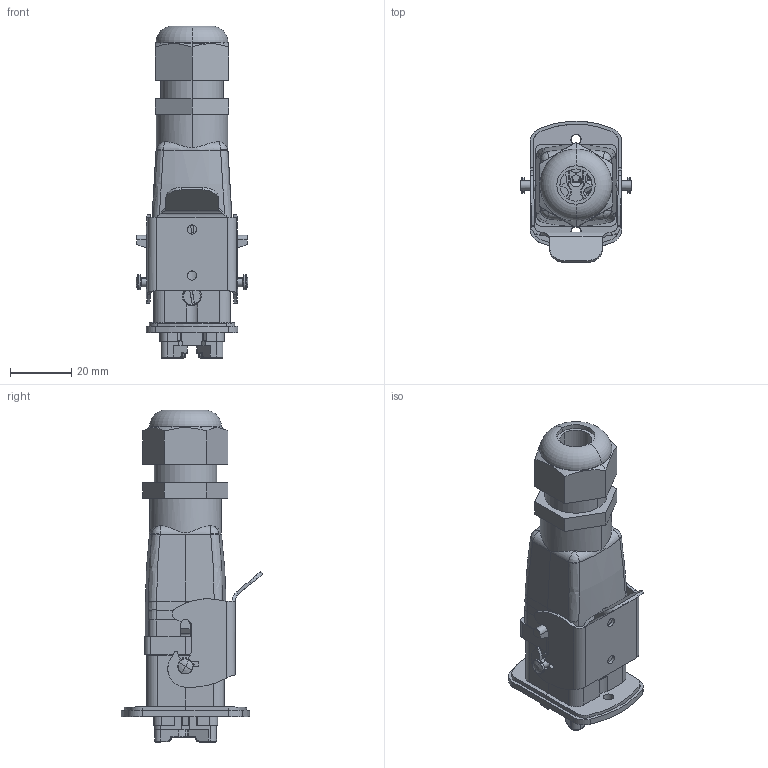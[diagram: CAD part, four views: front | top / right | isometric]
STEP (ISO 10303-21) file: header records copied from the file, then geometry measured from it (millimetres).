
FILE_DESCRIPTION(('CATIA V5 STEP Exchange','CAx-IF Rec.Pracs.--- Model Styling and Organization---1.4--- 2014-01-23'),'2;1');
FILE_NAME ('022146-2_2', '2019-10-29T13:59:35+00:00', ('none'), ('Weidmueller'), 'CATIA Version 5-6 Release 2016 SP3 HF44', 'CATIA V5 STEP AP214', 'none');
FILE_SCHEMA(('AUTOMOTIVE_DESIGN { 1 0 10303 214 1 1 1 1 }'));
Length unit declared in the file: millimetre
Products named in the file (1): 1802440000
Bounding box: 36.5 x 46.17 x 108.3 mm (x, y, z)
Volume: 42768 mm3; surface area: 46259.3 mm2
Topology: 11 solids, 30 shells, 3993 faces, 10546 edges, 6468 vertices
Faces by surface type: plane 2269, cylinder 1041, torus 391, cone 208, sphere 40, bspline 36, extrusion 6, revolution 2
Entity records: 118613 total; most frequent: CARTESIAN_POINT 26486, ORIENTED_EDGE 20972, DIRECTION 15655, EDGE_CURVE 10486, VECTOR 6781, LINE 6775, VERTEX_POINT 6468, AXIS2_PLACEMENT_3D 5961
